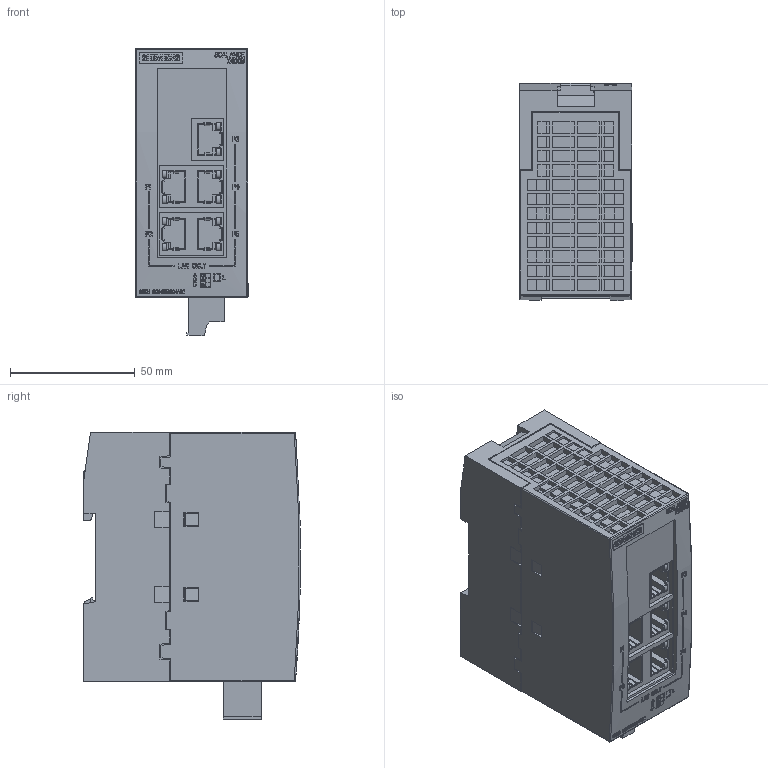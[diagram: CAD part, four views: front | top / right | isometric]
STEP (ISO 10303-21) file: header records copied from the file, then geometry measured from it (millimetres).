
FILE_DESCRIPTION(/* description */ (''),/* implementation_level */ '2;1');
FILE_NAME(/* name */ '3D_G_IK10_XX_93556V_stp.stp',/* time_stamp */ '2021-06-23T16:31:19+02:00',/* author */ (''),/* organization */ (''),/* preprocessor_version */ 'ST-DEVELOPER v18.1',/* originating_system */ 'SIEMENS PLM Software NX 1973',/* authorisation */ '');
FILE_SCHEMA (('AUTOMOTIVE_DESIGN { 1 0 10303 214 3 1 1 1 }'));
Products named in the file (6): Labeling; RailClip; MountingClip; Body; Plug; 3D_G_IK10_XX_93556V_stp
Assembly tree (5 placements, depth 2):
  3D_G_IK10_XX_93556V_stp
    Plug
    Body
    MountingClip
    RailClip
    Labeling
Bounding box: 45.3 x 87.13 x 115.3 mm (x, y, z)
Volume: 360377.2 mm3; surface area: 51506.5 mm2
Topology: 76 solids, 76 shells, 3295 faces, 8941 edges, 5924 vertices
Faces by surface type: plane 2948, cylinder 228, extrusion 99, cone 14, sphere 4, torus 2
Full cylindrical faces by diameter (mm): 2.8 x6, 3.7 x3, 4.822 x3, 6 x1
Entity records: 130976 total; most frequent: CARTESIAN_POINT 25171, ORIENTED_EDGE 17824, DIRECTION 16152, EDGE_CURVE 8912, VERTEX_POINT 5916, AXIS2_PLACEMENT_3D 5671, VECTOR 4810, LINE 4711
